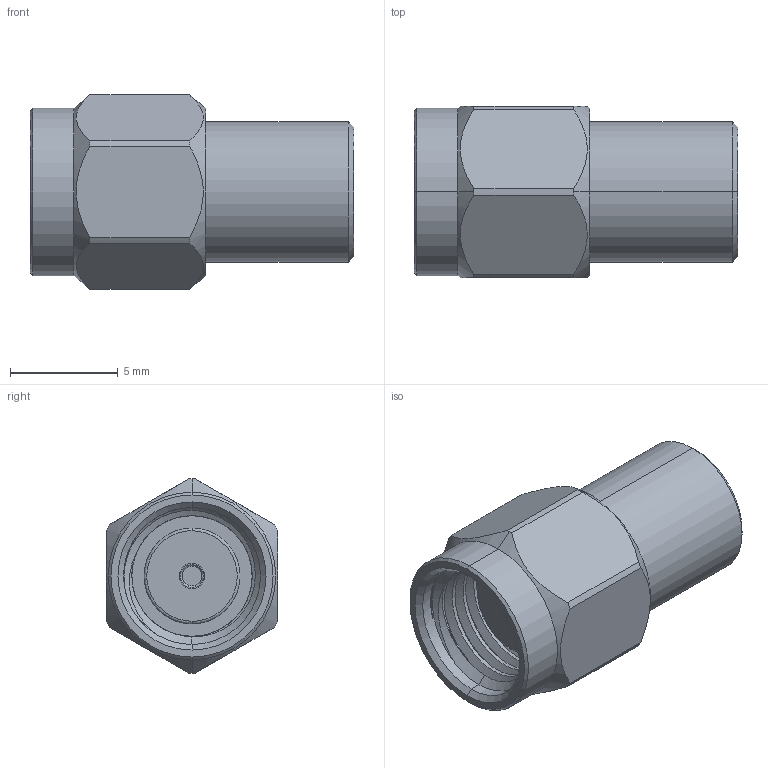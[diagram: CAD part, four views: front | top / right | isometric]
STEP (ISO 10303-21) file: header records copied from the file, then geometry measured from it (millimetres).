
FILE_DESCRIPTION (( 'STEP AP214' ), '1' );
FILE_NAME ('ST0673_3D.step', '2023-08-25T19:22:29', ( '' ), ( '' ), 'SwSTEP 2.0', 'SolidWorks 2022', '' );
FILE_SCHEMA (( 'AUTOMOTIVE_DESIGN' ));
Length unit declared in the file: inch
Products named in the file (1): ST0673_3D
Bounding box: 15 x 7.94 x 8.99 mm (x, y, z)
Volume: 538.9 mm3; surface area: 673.7 mm2
Topology: 1 solids, 1 shells, 78 faces, 195 edges, 125 vertices
Faces by surface type: cylinder 35, plane 22, cone 16, bspline 5
Entity records: 3630 total; most frequent: CARTESIAN_POINT 1813, ORIENTED_EDGE 390, DIRECTION 356, EDGE_CURVE 195, AXIS2_PLACEMENT_3D 143, VERTEX_POINT 125, EDGE_LOOP 84, ADVANCED_FACE 78
